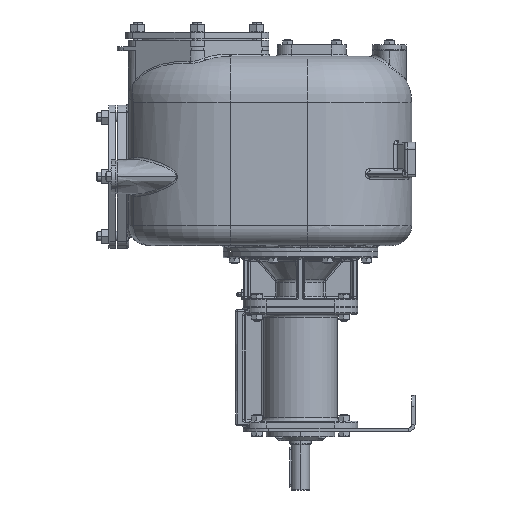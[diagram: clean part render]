
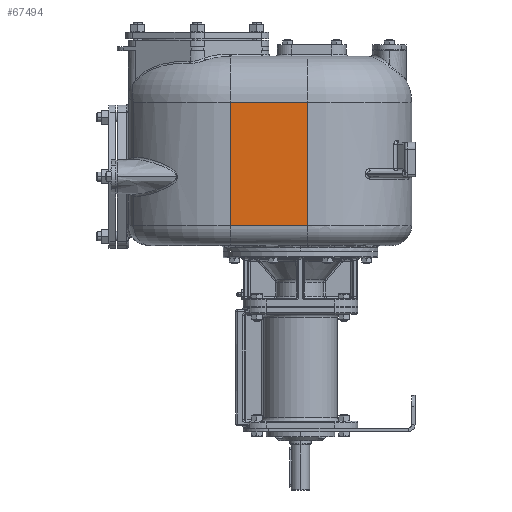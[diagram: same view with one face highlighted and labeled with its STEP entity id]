
A CAD part, left-side view. The second image highlights one B-rep face of the part: STEP entity #67494.
In plain terms, the highlighted planar face has unit normal (-1, 0, 0).
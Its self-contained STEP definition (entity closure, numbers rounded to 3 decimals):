
#6530=DIRECTION('',(0.,0.,1.));
#6531=VECTOR('',#6530,215.);
#6532=CARTESIAN_POINT('',(-168.,321.829,-120.));
#6533=LINE('',#6532,#6531);
#17941=DIRECTION('',(0.,-1.,0.));
#17942=VECTOR('',#17941,134.829);
#17943=CARTESIAN_POINT('',(-168.,321.829,95.));
#17944=LINE('',#17943,#17942);
#17945=DIRECTION('',(0.,0.,1.));
#17946=VECTOR('',#17945,215.);
#17947=CARTESIAN_POINT('',(-168.,187.,-120.));
#17948=LINE('',#17947,#17946);
#17949=DIRECTION('',(0.,1.,0.));
#17950=VECTOR('',#17949,134.829);
#17951=CARTESIAN_POINT('',(-168.,187.,-120.));
#17952=LINE('',#17951,#17950);
#48331=CARTESIAN_POINT('',(-168.,321.829,-120.));
#48332=CARTESIAN_POINT('',(-168.,321.829,95.));
#48333=VERTEX_POINT('',#48331);
#48334=VERTEX_POINT('',#48332);
#48383=CARTESIAN_POINT('',(-168.,187.,-120.));
#48384=CARTESIAN_POINT('',(-168.,187.,95.));
#48385=VERTEX_POINT('',#48383);
#48386=VERTEX_POINT('',#48384);
#67483=CARTESIAN_POINT('',(-168.,187.,-155.));
#67484=DIRECTION('',(-1.,0.,0.));
#67485=DIRECTION('',(0.,1.,0.));
#67486=AXIS2_PLACEMENT_3D('',#67483,#67484,#67485);
#67487=PLANE('',#67486);
#67488=ORIENTED_EDGE('',*,*,#58916,.T.);
#67489=ORIENTED_EDGE('',*,*,#58763,.T.);
#67490=ORIENTED_EDGE('',*,*,#54319,.F.);
#67491=ORIENTED_EDGE('',*,*,#54209,.T.);
#67492=EDGE_LOOP('',(#67488,#67489,#67490,#67491));
#67493=FACE_OUTER_BOUND('',#67492,.F.);
#67494=ADVANCED_FACE('',(#67493),#67487,.T.);
#54209=EDGE_CURVE('',#48385,#48333,#17952,.T.);
#54319=EDGE_CURVE('',#48385,#48386,#17948,.T.);
#58763=EDGE_CURVE('',#48334,#48386,#17944,.T.);
#58916=EDGE_CURVE('',#48333,#48334,#6533,.T.);
